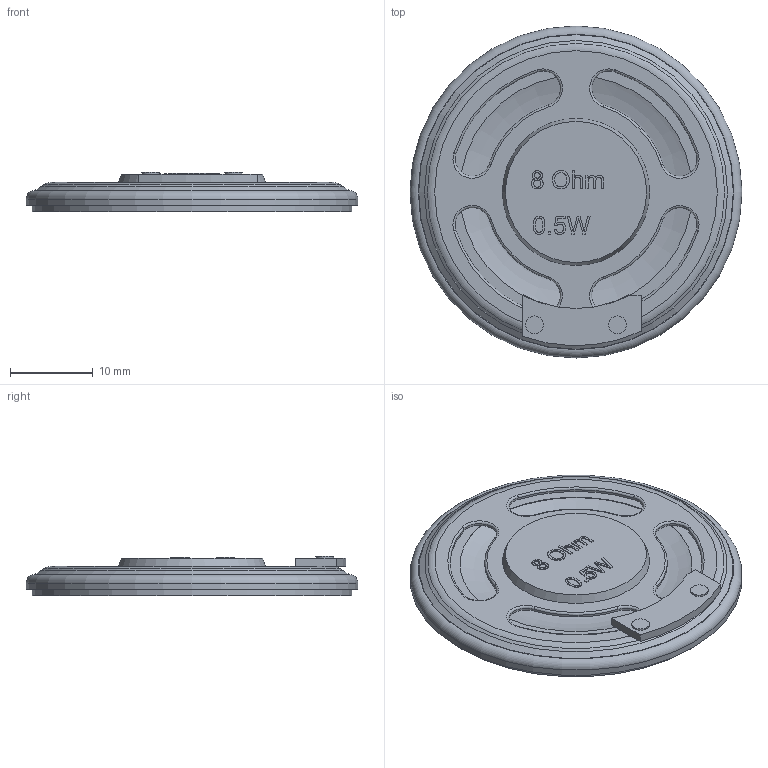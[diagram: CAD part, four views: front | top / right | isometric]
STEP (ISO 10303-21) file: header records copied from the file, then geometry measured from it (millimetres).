
FILE_DESCRIPTION(/* description */ (''),/* implementation_level */ '2;1');
FILE_NAME(/* name */ 'Speaker 40mm v3.step',/* time_stamp */ '2018-06-21T16:57:34+05:00',/* author */ ('mudaser_awan'),/* organization */ (''),/* preprocessor_version */ 'ST-DEVELOPER v17',/* originating_system */ 'Autodesk Translation Framework v7.1.0.215',/* authorisation */ '');
FILE_SCHEMA (('AUTOMOTIVE_DESIGN { 1 0 10303 214 3 1 1 }'));
Length unit declared in the file: millimetre
Products named in the file (1): Speaker 40mm
Bounding box: 40 x 40 x 4.7 mm (x, y, z)
Volume: 2042.6 mm3; surface area: 5796.7 mm2
Topology: 12 solids, 12 shells, 347 faces, 833 edges, 549 vertices
Faces by surface type: plane 171, bspline 122, cylinder 26, torus 23, cone 5
Full cylindrical faces by diameter (mm): 2.122 x2, 5.2 x1, 36.5 x2, 38.5 x1, 39 x1, 40 x1
Entity records: 12103 total; most frequent: CARTESIAN_POINT 4860, ORIENTED_EDGE 1666, DIRECTION 1055, EDGE_CURVE 833, VERTEX_POINT 549, EDGE_LOOP 404, LINE 379, VECTOR 379
